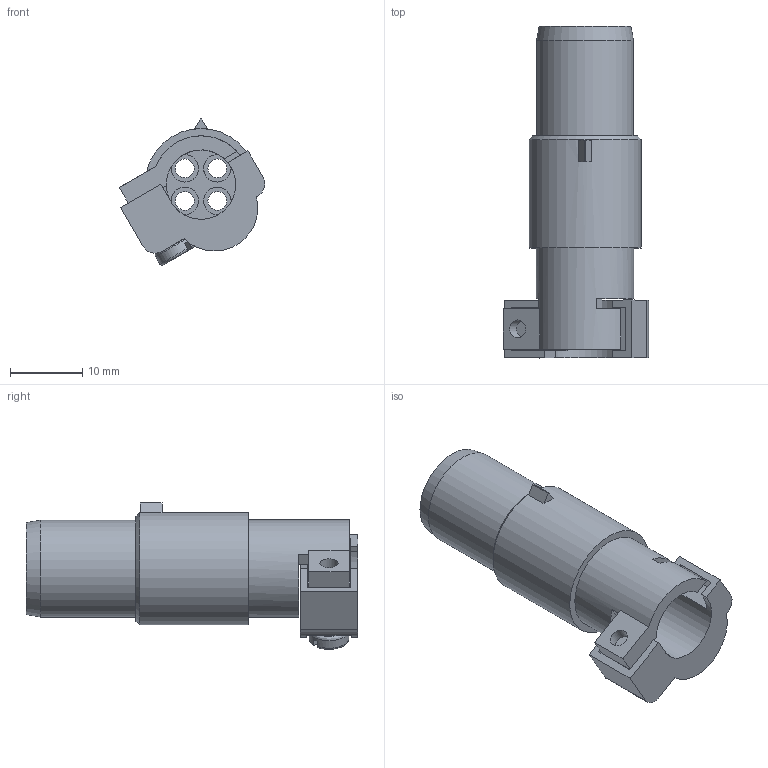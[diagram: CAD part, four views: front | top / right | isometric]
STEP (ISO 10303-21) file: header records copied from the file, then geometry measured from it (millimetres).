
FILE_DESCRIPTION(/* description */ (''),/* implementation_level */ '2;1');
FILE_NAME(/* name */ '100095241ugm000_b.stp',/* time_stamp */ '2017-10-24T09:16:38+02:00',/* author */ (''),/* organization */ (''),/* preprocessor_version */ 'ST-DEVELOPER v16',/* originating_system */ 'SIEMENS PLM Software NX 10.0',/* authorisation */ '');
FILE_SCHEMA (('AUTOMOTIVE_DESIGN { 1 0 10303 214 3 1 1 1 }'));
Length unit declared in the file: millimetre
Products named in the file (1): 100095241ugm000_b
Bounding box: 20.11 x 45.9 x 20.3 mm (x, y, z)
Volume: 5320.5 mm3; surface area: 4767.7 mm2
Topology: 1 solids, 1 shells, 205 faces, 526 edges, 352 vertices
Faces by surface type: plane 141, cylinder 59, bspline 3, cone 2
Full cylindrical faces by diameter (mm): 0.428 x1, 0.472 x1, 2.482 x1, 2.5 x1, 2.6 x4, 3 x4, 3.8 x4, 4.782 x1, 5.5 x1, 9.6 x1, 13.4 x1, 13.5 x1, 15.5 x1
Entity records: 7168 total; most frequent: CARTESIAN_POINT 1394, DIRECTION 1063, ORIENTED_EDGE 996, EDGE_CURVE 498, AXIS2_PLACEMENT_3D 398, VERTEX_POINT 347, LINE 267, VECTOR 267
